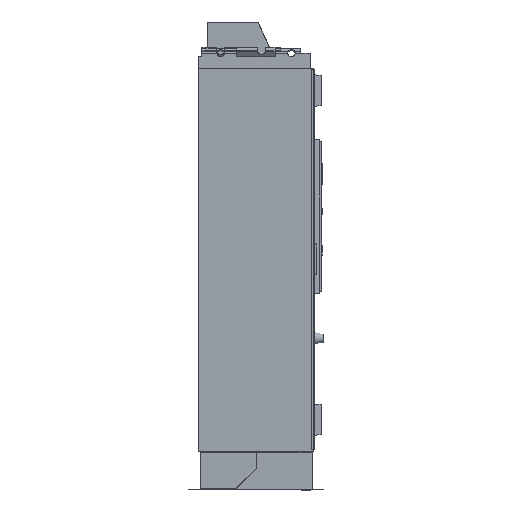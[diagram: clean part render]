
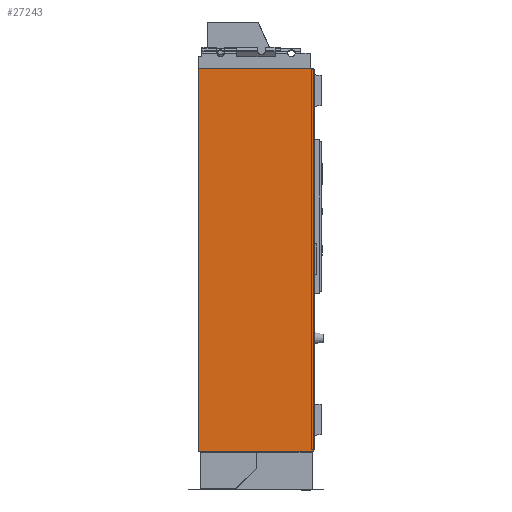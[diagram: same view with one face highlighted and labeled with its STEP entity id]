
A CAD part, left-side view. The second image highlights one B-rep face of the part: STEP entity #27243.
In plain terms, the highlighted planar face has unit normal (-1, 0, 0).
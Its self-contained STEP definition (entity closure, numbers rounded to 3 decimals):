
#27243=ADVANCED_FACE('',(#34386),#31203,.T.);
#31203=PLANE('',#100786);
#34386=FACE_OUTER_BOUND('',#38277,.T.);
#38277=EDGE_LOOP('',(#46606,#46607,#46608,#46609));
#46606=ORIENTED_EDGE('',*,*,#73956,.F.);
#46607=ORIENTED_EDGE('',*,*,#73954,.T.);
#46608=ORIENTED_EDGE('',*,*,#73957,.F.);
#46609=ORIENTED_EDGE('',*,*,#73958,.F.);
#66016=VERTEX_POINT('',#131629);
#66017=VERTEX_POINT('',#131631);
#66018=VERTEX_POINT('',#131635);
#66019=VERTEX_POINT('',#131637);
#73954=EDGE_CURVE('',#66017,#66016,#84336,.T.);
#73956=EDGE_CURVE('',#66017,#66018,#84338,.T.);
#73957=EDGE_CURVE('',#66019,#66016,#84339,.T.);
#73958=EDGE_CURVE('',#66018,#66019,#84340,.T.);
#84336=LINE('',#131630,#92839);
#84338=LINE('',#131634,#92841);
#84339=LINE('',#131636,#92842);
#84340=LINE('',#131638,#92843);
#92839=VECTOR('',#108259,1.);
#92841=VECTOR('',#108263,1.);
#92842=VECTOR('',#108264,1.);
#92843=VECTOR('',#108265,1.);
#100786=AXIS2_PLACEMENT_3D('',#131639,#108266,#108267);
#108259=DIRECTION('',(0.,0.,-1.));
#108263=DIRECTION('',(0.,-1.,0.));
#108264=DIRECTION('',(0.,1.,0.));
#108265=DIRECTION('',(0.,0.,-1.));
#108266=DIRECTION('',(-1.,0.,0.));
#108267=DIRECTION('',(0.,0.,1.));
#131629=CARTESIAN_POINT('',(-2150.,600.,-100.));
#131630=CARTESIAN_POINT('',(-2150.,600.,1932.5));
#131631=CARTESIAN_POINT('',(-2150.,600.,1899.5));
#131634=CARTESIAN_POINT('',(-2150.,600.,1899.5));
#131635=CARTESIAN_POINT('',(-2150.,0.,1899.5));
#131636=CARTESIAN_POINT('',(-2150.,600.,-100.));
#131637=CARTESIAN_POINT('',(-2150.,0.,-100.));
#131638=CARTESIAN_POINT('',(-2150.,0.,0.));
#131639=CARTESIAN_POINT('',(-2150.,300.,1932.5));
